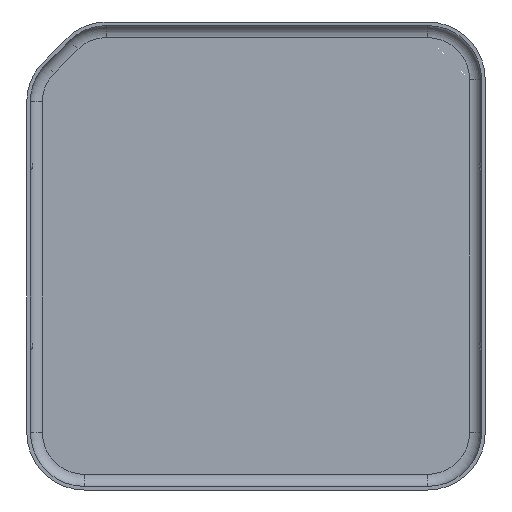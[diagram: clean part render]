
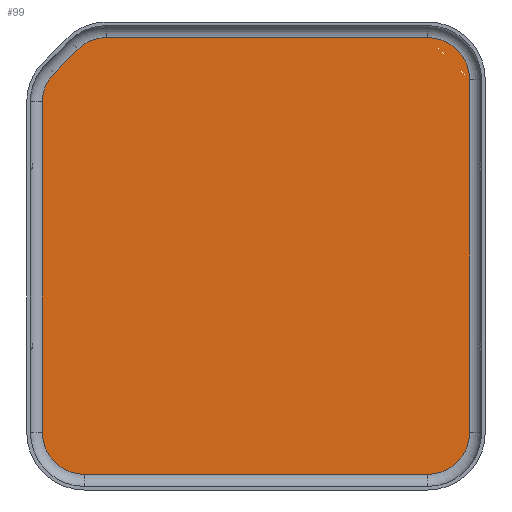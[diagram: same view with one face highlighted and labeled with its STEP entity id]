
A CAD part, front view. The second image highlights one B-rep face of the part: STEP entity #99.
In plain terms, the highlighted planar face has unit normal (0, -1, 0).
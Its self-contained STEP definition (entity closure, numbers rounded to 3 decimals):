
#99 = ADVANCED_FACE( 'NONE', ( #234 ), #235, .T. );
#234 = FACE_OUTER_BOUND( '', #403, .T. );
#235 = PLANE( '', #404 );
#403 = EDGE_LOOP( '', ( #623, #624, #625, #626, #627, #628, #629, #630, #631, #632 ) );
#404 = AXIS2_PLACEMENT_3D( '', #633, #634, #635 );
#623 = ORIENTED_EDGE( '', *, *, #1004, .F. );
#624 = ORIENTED_EDGE( '', *, *, #987, .F. );
#625 = ORIENTED_EDGE( '', *, *, #1005, .F. );
#626 = ORIENTED_EDGE( '', *, *, #1006, .F. );
#627 = ORIENTED_EDGE( '', *, *, #1007, .F. );
#628 = ORIENTED_EDGE( '', *, *, #1008, .F. );
#629 = ORIENTED_EDGE( '', *, *, #982, .F. );
#630 = ORIENTED_EDGE( '', *, *, #1009, .F. );
#631 = ORIENTED_EDGE( '', *, *, #1010, .F. );
#632 = ORIENTED_EDGE( '', *, *, #958, .F. );
#633 = CARTESIAN_POINT( '', ( 14.3, 0., -14.7 ) );
#634 = DIRECTION( '', ( 0., -1., 0. ) );
#635 = DIRECTION( '', ( 0., 0., -1. ) );
#958 = EDGE_CURVE( 'NONE', #1124, #1126, #1127, .T. );
#982 = EDGE_CURVE( 'NONE', #1166, #1168, #1169, .T. );
#987 = EDGE_CURVE( 'NONE', #1175, #1177, #1178, .T. );
#1004 = EDGE_CURVE( 'NONE', #1177, #1124, #1203, .T. );
#1005 = EDGE_CURVE( 'NONE', #1204, #1175, #1205, .T. );
#1006 = EDGE_CURVE( 'NONE', #1206, #1204, #1207, .T. );
#1007 = EDGE_CURVE( 'NONE', #1208, #1206, #1209, .T. );
#1008 = EDGE_CURVE( 'NONE', #1168, #1208, #1210, .T. );
#1009 = EDGE_CURVE( 'NONE', #1211, #1166, #1212, .T. );
#1010 = EDGE_CURVE( 'NONE', #1126, #1211, #1213, .T. );
#1124 = VERTEX_POINT( 'NONE', #1356 );
#1126 = VERTEX_POINT( 'NONE', #1358 );
#1127 = LINE( '', #1359, #1360 );
#1166 = VERTEX_POINT( 'NONE', #1405 );
#1168 = VERTEX_POINT( 'NONE', #1407 );
#1169 = CIRCLE( '', #1408, 3.5 );
#1175 = VERTEX_POINT( 'NONE', #1415 );
#1177 = VERTEX_POINT( 'NONE', #1417 );
#1178 = LINE( '', #1418, #1419 );
#1203 = CIRCLE( '', #1451, 3.5 );
#1204 = VERTEX_POINT( 'NONE', #1452 );
#1205 = CIRCLE( '', #1453, 3.332 );
#1206 = VERTEX_POINT( 'NONE', #1454 );
#1207 = LINE( '', #1455, #1456 );
#1208 = VERTEX_POINT( 'NONE', #1457 );
#1209 = CIRCLE( '', #1458, 3.332 );
#1210 = LINE( '', #1459, #1460 );
#1211 = VERTEX_POINT( 'NONE', #1461 );
#1212 = LINE( '', #1462, #1463 );
#1213 = CIRCLE( '', #1464, 3.5 );
#1356 = CARTESIAN_POINT( '', ( 17.8, 0., 14.7 ) );
#1358 = CARTESIAN_POINT( '', ( 17.8, 0., -14.7 ) );
#1359 = CARTESIAN_POINT( '', ( 17.8, 0., 14.7 ) );
#1360 = VECTOR( '', #1628, 1000. );
#1405 = CARTESIAN_POINT( '', ( -14.3, 0., -18.2 ) );
#1407 = CARTESIAN_POINT( '', ( -17.8, 0., -14.7 ) );
#1408 = AXIS2_PLACEMENT_3D( '', #1671, #1672, #1673 );
#1415 = CARTESIAN_POINT( '', ( -12.481, 0., 18.2 ) );
#1417 = CARTESIAN_POINT( '', ( 14.3, 0., 18.2 ) );
#1418 = CARTESIAN_POINT( '', ( -12.481, 0., 18.2 ) );
#1419 = VECTOR( '', #1681, 1000. );
#1451 = AXIS2_PLACEMENT_3D( '', #1704, #1705, #1706 );
#1452 = CARTESIAN_POINT( '', ( -14.838, 0., 17.224 ) );
#1453 = AXIS2_PLACEMENT_3D( '', #1707, #1708, #1709 );
#1454 = CARTESIAN_POINT( '', ( -16.824, 0., 15.238 ) );
#1455 = CARTESIAN_POINT( '', ( -16.824, 0., 15.238 ) );
#1456 = VECTOR( '', #1710, 1000. );
#1457 = CARTESIAN_POINT( '', ( -17.8, 0., 12.881 ) );
#1458 = AXIS2_PLACEMENT_3D( '', #1711, #1712, #1713 );
#1459 = CARTESIAN_POINT( '', ( -17.8, 0., -14.7 ) );
#1460 = VECTOR( '', #1714, 1000. );
#1461 = CARTESIAN_POINT( '', ( 14.3, 0., -18.2 ) );
#1462 = CARTESIAN_POINT( '', ( 14.3, 0., -18.2 ) );
#1463 = VECTOR( '', #1715, 1000. );
#1464 = AXIS2_PLACEMENT_3D( '', #1716, #1717, #1718 );
#1628 = DIRECTION( '', ( 0., 0., -1. ) );
#1671 = CARTESIAN_POINT( '', ( -14.3, 0., -14.7 ) );
#1672 = DIRECTION( '', ( 0., 1., 0. ) );
#1673 = DIRECTION( '', ( 0., 0., 1. ) );
#1681 = DIRECTION( '', ( 1., 0., 0. ) );
#1704 = CARTESIAN_POINT( '', ( 14.3, 0., 14.7 ) );
#1705 = DIRECTION( '', ( 0., 1., 0. ) );
#1706 = DIRECTION( '', ( 0., 0., 1. ) );
#1707 = CARTESIAN_POINT( '', ( -12.481, 0., 14.868 ) );
#1708 = DIRECTION( '', ( 0., 1., 0. ) );
#1709 = DIRECTION( '', ( 0., 0., 1. ) );
#1710 = DIRECTION( '', ( 0.707, 0., 0.707 ) );
#1711 = CARTESIAN_POINT( '', ( -14.468, 0., 12.881 ) );
#1712 = DIRECTION( '', ( 0., 1., 0. ) );
#1713 = DIRECTION( '', ( 0., 0., 1. ) );
#1714 = DIRECTION( '', ( 0., 0., 1. ) );
#1715 = DIRECTION( '', ( -1., 0., 0. ) );
#1716 = CARTESIAN_POINT( '', ( 14.3, 0., -14.7 ) );
#1717 = DIRECTION( '', ( 0., 1., 0. ) );
#1718 = DIRECTION( '', ( 0., 0., 1. ) );
